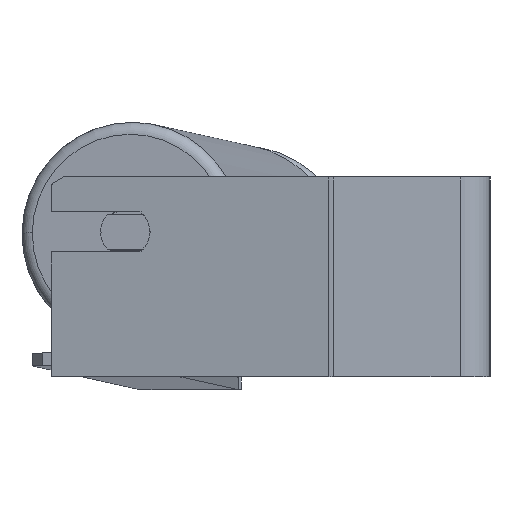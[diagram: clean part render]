
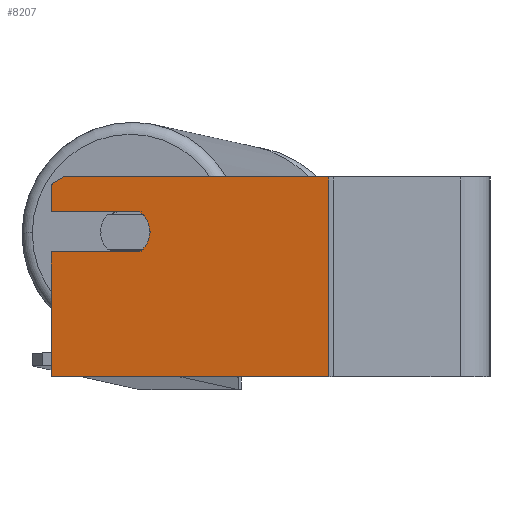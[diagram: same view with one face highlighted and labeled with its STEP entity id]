
A CAD part, left-side view. The second image highlights one B-rep face of the part: STEP entity #8207.
In plain terms, the highlighted planar face has unit normal (-0.985, 0.174, 0).
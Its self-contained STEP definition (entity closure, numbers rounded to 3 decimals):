
#54 = CARTESIAN_POINT ( 'NONE',  ( -402.178, 136.263, 18. ) ) ;
#383 = PLANE ( 'NONE',  #5961 ) ;
#453 = VERTEX_POINT ( 'NONE', #2048 ) ;
#501 = VECTOR ( 'NONE', #2043, 1000. ) ;
#592 = DIRECTION ( 'NONE',  ( -0.174, -0.985, 0. ) ) ;
#748 = CARTESIAN_POINT ( 'NONE',  ( -395.232, 175.655, 40. ) ) ;
#806 = EDGE_LOOP ( 'NONE', ( #881, #2204, #6557, #3700, #3504, #5926, #4586, #1589, #8311, #3582 ) ) ;
#881 = ORIENTED_EDGE ( 'NONE', *, *, #3440, .F. ) ;
#887 = VERTEX_POINT ( 'NONE', #4906 ) ;
#965 = CARTESIAN_POINT ( 'NONE',  ( -395.232, 175.655, 40. ) ) ;
#997 = VERTEX_POINT ( 'NONE', #8514 ) ;
#1081 = VERTEX_POINT ( 'NONE', #1086 ) ;
#1086 = CARTESIAN_POINT ( 'NONE',  ( -414.818, 64.579, 40. ) ) ;
#1108 = AXIS2_PLACEMENT_3D ( 'NONE', #3583, #7862, #1476 ) ;
#1192 = CARTESIAN_POINT ( 'NONE',  ( -401.483, 140.202, 26. ) ) ;
#1364 = CARTESIAN_POINT ( 'NONE',  ( -401.483, 140.202, 10. ) ) ;
#1476 = DIRECTION ( 'NONE',  ( -0.174, -0.985, 0. ) ) ;
#1589 = ORIENTED_EDGE ( 'NONE', *, *, #7409, .T. ) ;
#1614 = EDGE_CURVE ( 'NONE', #7463, #8485, #6931, .T. ) ;
#1800 = VECTOR ( 'NONE', #592, 1000. ) ;
#1993 = VECTOR ( 'NONE', #7911, 1000. ) ;
#2043 = DIRECTION ( 'NONE',  ( 0.15, 0.853, -0.5 ) ) ;
#2048 = CARTESIAN_POINT ( 'NONE',  ( -396.1, 170.731, 40. ) ) ;
#2068 = VERTEX_POINT ( 'NONE', #6236 ) ;
#2204 = ORIENTED_EDGE ( 'NONE', *, *, #3542, .T. ) ;
#2428 = DIRECTION ( 'NONE',  ( -0.174, -0.985, 0. ) ) ;
#2822 = CARTESIAN_POINT ( 'NONE',  ( -395.232, 175.655, 26. ) ) ;
#3072 = LINE ( 'NONE', #7307, #3726 ) ;
#3181 = VERTEX_POINT ( 'NONE', #54 ) ;
#3398 = DIRECTION ( 'NONE',  ( 0., 0., -1. ) ) ;
#3440 = EDGE_CURVE ( 'NONE', #453, #1081, #4578, .T. ) ;
#3484 = EDGE_CURVE ( 'NONE', #997, #887, #7566, .T. ) ;
#3504 = ORIENTED_EDGE ( 'NONE', *, *, #6978, .F. ) ;
#3542 = EDGE_CURVE ( 'NONE', #453, #7463, #8875, .T. ) ;
#3582 = ORIENTED_EDGE ( 'NONE', *, *, #7803, .F. ) ;
#3583 = CARTESIAN_POINT ( 'NONE',  ( -400.441, 146.111, 18. ) ) ;
#3700 = ORIENTED_EDGE ( 'NONE', *, *, #3916, .F. ) ;
#3726 = VECTOR ( 'NONE', #2428, 1000. ) ;
#3829 = CARTESIAN_POINT ( 'NONE',  ( -395.232, 175.655, 40. ) ) ;
#3848 = DIRECTION ( 'NONE',  ( -0.985, 0.174, 0. ) ) ;
#3916 = EDGE_CURVE ( 'NONE', #7912, #8485, #4797, .T. ) ;
#4332 = EDGE_CURVE ( 'NONE', #887, #3181, #6943, .T. ) ;
#4399 = DIRECTION ( 'NONE',  ( -0.174, -0.985, 0. ) ) ;
#4440 = FACE_OUTER_BOUND ( 'NONE', #806, .T. ) ;
#4578 = LINE ( 'NONE', #7383, #7817 ) ;
#4586 = ORIENTED_EDGE ( 'NONE', *, *, #3484, .F. ) ;
#4658 = CARTESIAN_POINT ( 'NONE',  ( -401.483, 140.202, 26. ) ) ;
#4797 = LINE ( 'NONE', #4658, #5190 ) ;
#4807 = CARTESIAN_POINT ( 'NONE',  ( -395.232, 175.655, -40. ) ) ;
#4904 = AXIS2_PLACEMENT_3D ( 'NONE', #6562, #3848, #4399 ) ;
#4906 = CARTESIAN_POINT ( 'NONE',  ( -401.483, 140.202, 10. ) ) ;
#5190 = VECTOR ( 'NONE', #8953, 1000. ) ;
#5303 = CARTESIAN_POINT ( 'NONE',  ( -395.232, 175.655, 37.113 ) ) ;
#5443 = VECTOR ( 'NONE', #3398, 1000. ) ;
#5463 = EDGE_CURVE ( 'NONE', #7087, #2068, #3072, .T. ) ;
#5495 = CARTESIAN_POINT ( 'NONE',  ( -395.232, 175.655, 37.113 ) ) ;
#5515 = VECTOR ( 'NONE', #7287, 1000. ) ;
#5803 = LINE ( 'NONE', #8591, #1993 ) ;
#5926 = ORIENTED_EDGE ( 'NONE', *, *, #4332, .F. ) ;
#5961 = AXIS2_PLACEMENT_3D ( 'NONE', #965, #8752, #6558 ) ;
#6000 = DIRECTION ( 'NONE',  ( -0.174, -0.985, 0. ) ) ;
#6236 = CARTESIAN_POINT ( 'NONE',  ( -414.818, 64.579, -40. ) ) ;
#6557 = ORIENTED_EDGE ( 'NONE', *, *, #1614, .T. ) ;
#6558 = DIRECTION ( 'NONE',  ( 0.174, 0.985, 0. ) ) ;
#6562 = CARTESIAN_POINT ( 'NONE',  ( -400.441, 146.111, 18. ) ) ;
#6931 = LINE ( 'NONE', #748, #5443 ) ;
#6943 = CIRCLE ( 'NONE', #4904, 10. ) ;
#6978 = EDGE_CURVE ( 'NONE', #3181, #7912, #9007, .T. ) ;
#7087 = VERTEX_POINT ( 'NONE', #4807 ) ;
#7287 = DIRECTION ( 'NONE',  ( 0., 0., -1. ) ) ;
#7307 = CARTESIAN_POINT ( 'NONE',  ( -395.232, 175.655, -40. ) ) ;
#7383 = CARTESIAN_POINT ( 'NONE',  ( -395.232, 175.655, 40. ) ) ;
#7409 = EDGE_CURVE ( 'NONE', #997, #7087, #7965, .T. ) ;
#7463 = VERTEX_POINT ( 'NONE', #5303 ) ;
#7566 = LINE ( 'NONE', #1364, #1800 ) ;
#7803 = EDGE_CURVE ( 'NONE', #1081, #2068, #5803, .T. ) ;
#7817 = VECTOR ( 'NONE', #6000, 1000. ) ;
#7862 = DIRECTION ( 'NONE',  ( -0.985, 0.174, 0. ) ) ;
#7911 = DIRECTION ( 'NONE',  ( 0., 0., -1. ) ) ;
#7912 = VERTEX_POINT ( 'NONE', #1192 ) ;
#7965 = LINE ( 'NONE', #3829, #5515 ) ;
#8207 = ADVANCED_FACE ( 'NONE', ( #4440 ), #383, .F. ) ;
#8311 = ORIENTED_EDGE ( 'NONE', *, *, #5463, .T. ) ;
#8485 = VERTEX_POINT ( 'NONE', #2822 ) ;
#8514 = CARTESIAN_POINT ( 'NONE',  ( -395.232, 175.655, 10. ) ) ;
#8591 = CARTESIAN_POINT ( 'NONE',  ( -414.818, 64.579, 40. ) ) ;
#8752 = DIRECTION ( 'NONE',  ( 0.985, -0.174, 0. ) ) ;
#8875 = LINE ( 'NONE', #5495, #501 ) ;
#8953 = DIRECTION ( 'NONE',  ( 0.174, 0.985, 0. ) ) ;
#9007 = CIRCLE ( 'NONE', #1108, 10. ) ;
